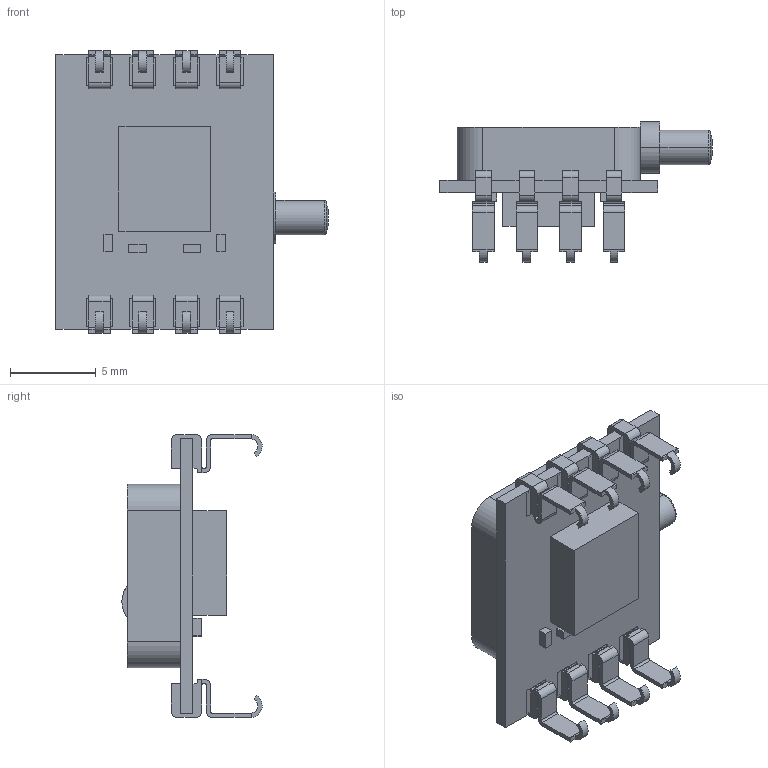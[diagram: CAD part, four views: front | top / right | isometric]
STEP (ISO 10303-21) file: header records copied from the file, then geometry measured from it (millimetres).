
FILE_DESCRIPTION (( 'STEP AP203' ), '1' );
FILE_NAME ('FNRJ_STEP.STEP', '2018-04-13T19:41:05', ( 'user' ), ( '' ), 'SwSTEP 2.0', 'SolidWorks 2010', '' );
FILE_SCHEMA (( 'CONFIG_CONTROL_DESIGN' ));
Length unit declared in the file: inch
Products named in the file (1): FNRJ_STEP
Bounding box: 15.89 x 8.19 x 16.51 mm (x, y, z)
Volume: 601.8 mm3; surface area: 850.8 mm2
Topology: 1 solids, 1 shells, 472 faces, 1362 edges, 900 vertices
Faces by surface type: plane 370, cylinder 98, torus 2, cone 2
Entity records: 15447 total; most frequent: CARTESIAN_POINT 2735, ORIENTED_EDGE 2724, DIRECTION 2542, EDGE_CURVE 1362, LINE 1128, VECTOR 1128, VERTEX_POINT 900, AXIS2_PLACEMENT_3D 707
